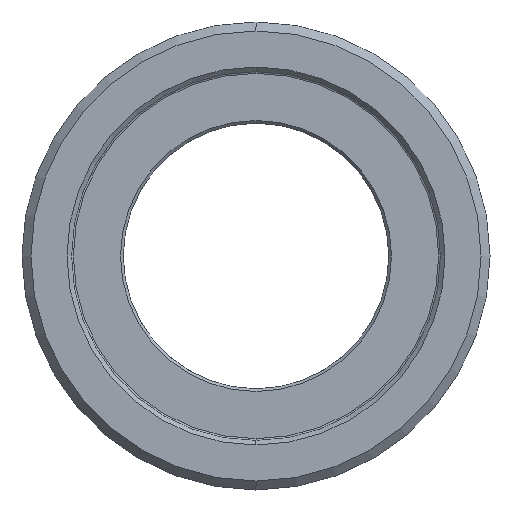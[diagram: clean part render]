
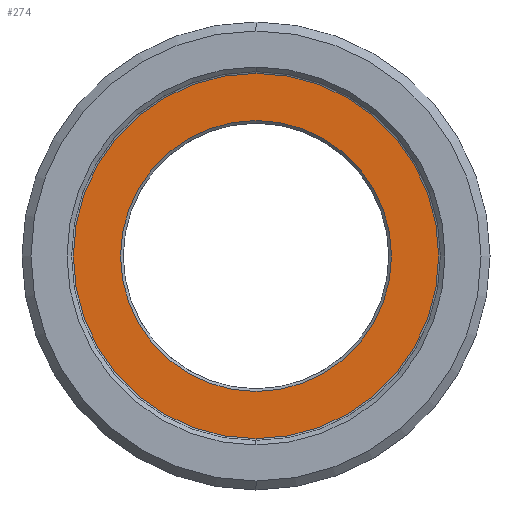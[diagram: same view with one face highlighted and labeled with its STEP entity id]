
A CAD part, left-side view. The second image highlights one B-rep face of the part: STEP entity #274.
In plain terms, the highlighted planar face has unit normal (-1, 0, 0).
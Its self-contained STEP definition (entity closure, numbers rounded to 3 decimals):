
#199 = DIRECTION ( 'NONE',  ( -1., 0., 0. ) ) ;
#203 = CIRCLE ( 'NONE', #660, 20.3 ) ;
#208 = AXIS2_PLACEMENT_3D ( 'NONE', #906, #1594, #1450 ) ;
#274 = ADVANCED_FACE ( 'NONE', ( #384, #1743 ), #1603, .F. ) ;
#384 = FACE_BOUND ( 'NONE', #918, .T. ) ;
#520 = CARTESIAN_POINT ( 'NONE',  ( 0., 0., -20.5 ) ) ;
#530 = DIRECTION ( 'NONE',  ( 0., 0., -1. ) ) ;
#536 = DIRECTION ( 'NONE',  ( 1., 0., 0. ) ) ;
#612 = CIRCLE ( 'NONE', #1461, 20.3 ) ;
#617 = ORIENTED_EDGE ( 'NONE', *, *, #1075, .T. ) ;
#660 = AXIS2_PLACEMENT_3D ( 'NONE', #959, #1535, #1646 ) ;
#736 = EDGE_CURVE ( 'NONE', #1335, #1666, #203, .T. ) ;
#824 = CARTESIAN_POINT ( 'NONE',  ( 0., 0., -20.3 ) ) ;
#837 = CARTESIAN_POINT ( 'NONE',  ( 0., 0., 15.05 ) ) ;
#895 = CIRCLE ( 'NONE', #1610, 15.05 ) ;
#898 = CARTESIAN_POINT ( 'NONE',  ( 0., 0., 20.3 ) ) ;
#906 = CARTESIAN_POINT ( 'NONE',  ( 0., 0., 0. ) ) ;
#918 = EDGE_LOOP ( 'NONE', ( #1483, #1536 ) ) ;
#959 = CARTESIAN_POINT ( 'NONE',  ( 0., 0., 0. ) ) ;
#1053 = DIRECTION ( 'NONE',  ( 0., 0., -1. ) ) ;
#1075 = EDGE_CURVE ( 'NONE', #1666, #1335, #612, .T. ) ;
#1188 = VERTEX_POINT ( 'NONE', #1717 ) ;
#1212 = EDGE_CURVE ( 'NONE', #1370, #1188, #1493, .T. ) ;
#1227 = AXIS2_PLACEMENT_3D ( 'NONE', #520, #1467, #1053 ) ;
#1270 = ORIENTED_EDGE ( 'NONE', *, *, #736, .T. ) ;
#1335 = VERTEX_POINT ( 'NONE', #824 ) ;
#1336 = CARTESIAN_POINT ( 'NONE',  ( 0., 0., 0. ) ) ;
#1370 = VERTEX_POINT ( 'NONE', #837 ) ;
#1423 = CARTESIAN_POINT ( 'NONE',  ( 0., 0., 0. ) ) ;
#1450 = DIRECTION ( 'NONE',  ( 0., 0., -1. ) ) ;
#1461 = AXIS2_PLACEMENT_3D ( 'NONE', #1423, #199, #1539 ) ;
#1467 = DIRECTION ( 'NONE',  ( 1., 0., 0. ) ) ;
#1483 = ORIENTED_EDGE ( 'NONE', *, *, #1212, .T. ) ;
#1493 = CIRCLE ( 'NONE', #208, 15.05 ) ;
#1535 = DIRECTION ( 'NONE',  ( -1., 0., 0. ) ) ;
#1536 = ORIENTED_EDGE ( 'NONE', *, *, #1668, .T. ) ;
#1539 = DIRECTION ( 'NONE',  ( 0., 0., -1. ) ) ;
#1594 = DIRECTION ( 'NONE',  ( 1., 0., 0. ) ) ;
#1603 = PLANE ( 'NONE',  #1227 ) ;
#1610 = AXIS2_PLACEMENT_3D ( 'NONE', #1336, #536, #530 ) ;
#1646 = DIRECTION ( 'NONE',  ( 0., 0., -1. ) ) ;
#1666 = VERTEX_POINT ( 'NONE', #898 ) ;
#1668 = EDGE_CURVE ( 'NONE', #1188, #1370, #895, .T. ) ;
#1717 = CARTESIAN_POINT ( 'NONE',  ( 0., 0., -15.05 ) ) ;
#1743 = FACE_OUTER_BOUND ( 'NONE', #1759, .T. ) ;
#1759 = EDGE_LOOP ( 'NONE', ( #1270, #617 ) ) ;
